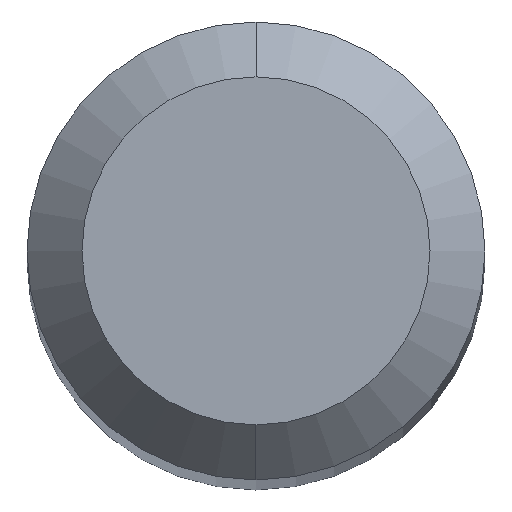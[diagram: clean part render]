
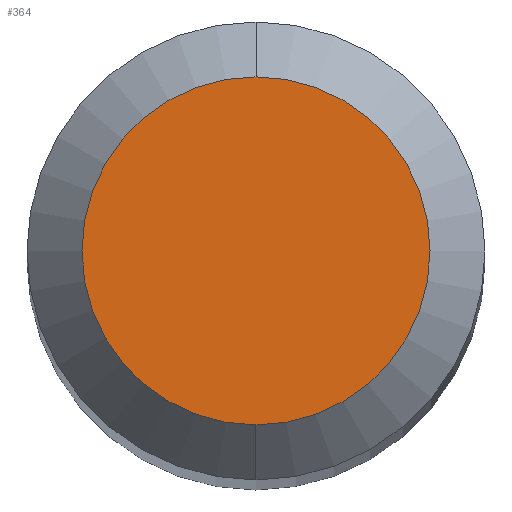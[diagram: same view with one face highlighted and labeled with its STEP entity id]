
A CAD part, top view. The second image highlights one B-rep face of the part: STEP entity #364.
In plain terms, the highlighted planar face has unit normal (0, 0, 1).
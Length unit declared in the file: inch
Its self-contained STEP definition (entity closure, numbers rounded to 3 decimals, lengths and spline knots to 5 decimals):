
#3 = AXIS2_PLACEMENT_3D ( 'NONE', #546, #106, #488 ) ;
#16 = CARTESIAN_POINT ( 'NONE',  ( 0., 0.0475, 0. ) ) ;
#37 = AXIS2_PLACEMENT_3D ( 'NONE', #303, #474, #87 ) ;
#39 = AXIS2_PLACEMENT_3D ( 'NONE', #99, #269, #233 ) ;
#87 = DIRECTION ( 'NONE',  ( 0., -1., 0. ) ) ;
#99 = CARTESIAN_POINT ( 'NONE',  ( 0., 0., 0. ) ) ;
#106 = DIRECTION ( 'NONE',  ( 0., 0., -1. ) ) ;
#148 = EDGE_LOOP ( 'NONE', ( #458, #562 ) ) ;
#179 = EDGE_CURVE ( 'NONE', #521, #434, #479, .T. ) ;
#181 = FACE_OUTER_BOUND ( 'NONE', #148, .T. ) ;
#233 = DIRECTION ( 'NONE',  ( 0., -1., 0. ) ) ;
#269 = DIRECTION ( 'NONE',  ( 0., 0., 1. ) ) ;
#303 = CARTESIAN_POINT ( 'NONE',  ( 0., 0., 0. ) ) ;
#363 = PLANE ( 'NONE',  #3 ) ;
#364 = ADVANCED_FACE ( 'NONE', ( #181 ), #363, .F. ) ;
#431 = EDGE_CURVE ( 'NONE', #434, #521, #443, .T. ) ;
#434 = VERTEX_POINT ( 'NONE', #16 ) ;
#443 = CIRCLE ( 'NONE', #39, 0.0475 ) ;
#458 = ORIENTED_EDGE ( 'NONE', *, *, #431, .T. ) ;
#474 = DIRECTION ( 'NONE',  ( 0., 0., 1. ) ) ;
#479 = CIRCLE ( 'NONE', #37, 0.0475 ) ;
#488 = DIRECTION ( 'NONE',  ( 0., 1., 0. ) ) ;
#521 = VERTEX_POINT ( 'NONE', #555 ) ;
#546 = CARTESIAN_POINT ( 'NONE',  ( 0., 0.0475, 0. ) ) ;
#555 = CARTESIAN_POINT ( 'NONE',  ( 0., -0.0475, 0. ) ) ;
#562 = ORIENTED_EDGE ( 'NONE', *, *, #179, .T. ) ;
